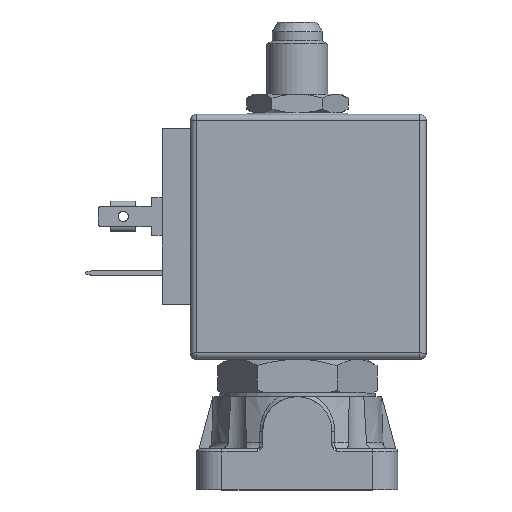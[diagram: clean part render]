
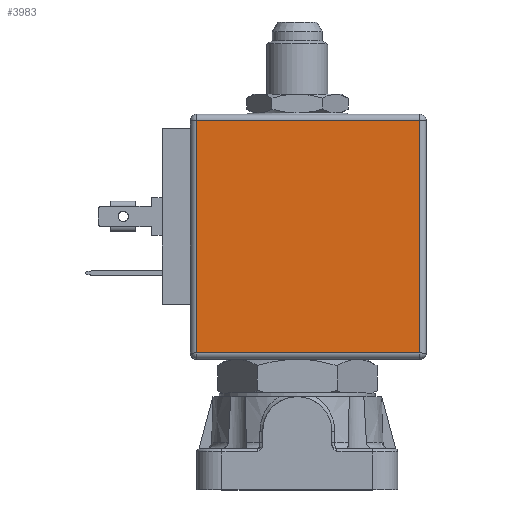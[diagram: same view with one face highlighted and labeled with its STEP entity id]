
A CAD part, top view. The second image highlights one B-rep face of the part: STEP entity #3983.
In plain terms, the highlighted planar face has unit normal (0, 0, 1).
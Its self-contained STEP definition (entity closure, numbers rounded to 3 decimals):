
#528=DIRECTION('',(1.,0.,0.));
#529=VECTOR('',#528,35.5);
#530=CARTESIAN_POINT('',(-16.,21.75,15.));
#531=LINE('',#530,#529);
#701=DIRECTION('',(0.,1.,0.));
#702=VECTOR('',#701,37.);
#703=CARTESIAN_POINT('',(19.5,21.75,15.));
#704=LINE('',#703,#702);
#728=DIRECTION('',(0.,-1.,0.));
#729=VECTOR('',#728,37.);
#730=CARTESIAN_POINT('',(-16.,58.75,15.));
#731=LINE('',#730,#729);
#1521=DIRECTION('',(-1.,0.,0.));
#1522=VECTOR('',#1521,35.5);
#1523=CARTESIAN_POINT('',(19.5,58.75,15.));
#1524=LINE('',#1523,#1522);
#1884=CARTESIAN_POINT('',(-16.,58.75,15.));
#1885=VERTEX_POINT('',#1884);
#1886=CARTESIAN_POINT('',(-16.,21.75,15.));
#1887=VERTEX_POINT('',#1886);
#1890=CARTESIAN_POINT('',(19.5,58.75,15.));
#1891=VERTEX_POINT('',#1890);
#1894=CARTESIAN_POINT('',(19.5,21.75,15.));
#1895=VERTEX_POINT('',#1894);
#3970=CARTESIAN_POINT('',(1.75,40.25,15.));
#3971=DIRECTION('',(0.,0.,1.));
#3972=DIRECTION('',(1.,0.,0.));
#3973=AXIS2_PLACEMENT_3D('',#3970,#3971,#3972);
#3974=PLANE('',#3973);
#3976=ORIENTED_EDGE('',*,*,#3975,.F.);
#3978=ORIENTED_EDGE('',*,*,#3977,.F.);
#3979=ORIENTED_EDGE('',*,*,#3938,.F.);
#3980=ORIENTED_EDGE('',*,*,#3511,.F.);
#3981=EDGE_LOOP('',(#3976,#3978,#3979,#3980));
#3982=FACE_OUTER_BOUND('',#3981,.F.);
#3983=ADVANCED_FACE('',(#3982),#3974,.T.);
#3511=EDGE_CURVE('',#1887,#1895,#531,.T.);
#3938=EDGE_CURVE('',#1895,#1891,#704,.T.);
#3975=EDGE_CURVE('',#1885,#1887,#731,.T.);
#3977=EDGE_CURVE('',#1891,#1885,#1524,.T.);
